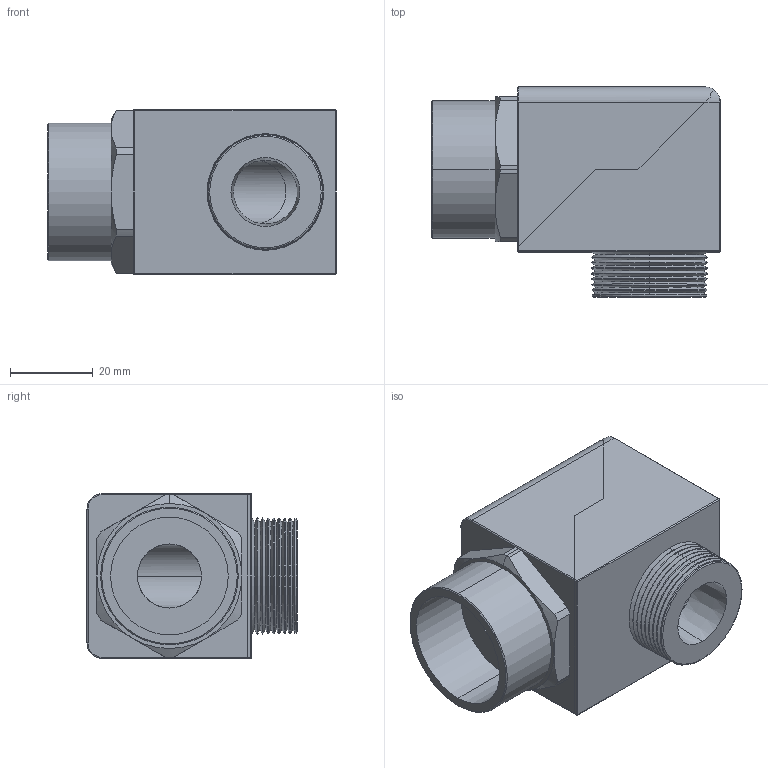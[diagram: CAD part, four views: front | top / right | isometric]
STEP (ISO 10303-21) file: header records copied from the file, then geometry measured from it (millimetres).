
FILE_DESCRIPTION (( 'STEP AP214' ), '1' );
FILE_NAME ('EM21AA-BK.STEP', '2007-12-24T02:46:43', ( '*' ), ( '' ), 'SwSTEP 2.0', 'SolidWorks 2007', '' );
FILE_SCHEMA (( 'AUTOMOTIVE_DESIGN' ));
Length unit declared in the file: inch
Products named in the file (1): EM21AA-BK
Bounding box: 69.85 x 50.8 x 39.88 mm (x, y, z)
Volume: 80141.2 mm3; surface area: 24024.2 mm2
Topology: 2 solids, 2 shells, 134 faces, 309 edges, 181 vertices
Faces by surface type: cone 65, cylinder 34, plane 31, sphere 2, torus 2
Entity records: 3860 total; most frequent: CARTESIAN_POINT 817, DIRECTION 644, ORIENTED_EDGE 614, EDGE_CURVE 307, AXIS2_PLACEMENT_3D 248, VERTEX_POINT 181, VECTOR 148, LINE 148
